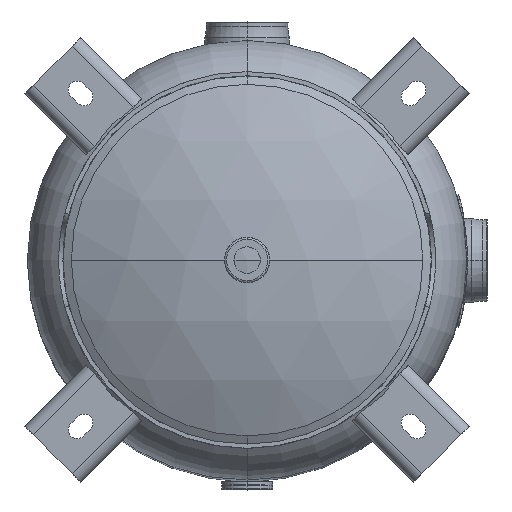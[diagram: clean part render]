
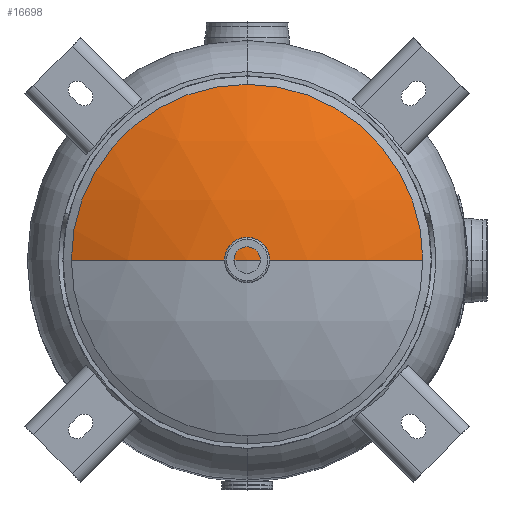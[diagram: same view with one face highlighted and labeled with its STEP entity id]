
A CAD part, top view. The second image highlights one B-rep face of the part: STEP entity #16698.
In plain terms, the highlighted spherical face has radius 320.04 mm.
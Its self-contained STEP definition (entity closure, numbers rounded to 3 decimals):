
#319 = AXIS2_PLACEMENT_3D ( 'NONE', #9986, #16060, #19793 ) ;
#1263 = AXIS2_PLACEMENT_3D ( 'NONE', #15863, #11011, #8278 ) ;
#2122 = EDGE_CURVE ( 'NONE', #14054, #4581, #2219, .T. ) ;
#2219 = CIRCLE ( 'NONE', #1263, 320.04 ) ;
#2281 = EDGE_CURVE ( 'NONE', #9971, #4581, #9020, .T. ) ;
#2472 = DIRECTION ( 'NONE',  ( 0., -1., 0. ) ) ;
#2788 = ORIENTED_EDGE ( 'NONE', *, *, #15514, .F. ) ;
#3550 = SPHERICAL_SURFACE ( 'NONE', #9071, 320.04 ) ;
#4581 = VERTEX_POINT ( 'NONE', #6202 ) ;
#5345 = DIRECTION ( 'NONE',  ( 0., 1., 0. ) ) ;
#6014 = CIRCLE ( 'NONE', #11150, 320.04 ) ;
#6202 = CARTESIAN_POINT ( 'NONE',  ( 142.24, 0., 385.754 ) ) ;
#6480 = CARTESIAN_POINT ( 'NONE',  ( 0., 0., 419.1 ) ) ;
#6710 = ORIENTED_EDGE ( 'NONE', *, *, #2122, .T. ) ;
#6877 = DIRECTION ( 'NONE',  ( 0., -1., 0. ) ) ;
#7293 = ORIENTED_EDGE ( 'NONE', *, *, #2281, .F. ) ;
#8278 = DIRECTION ( 'NONE',  ( 0., 0., 1. ) ) ;
#8394 = AXIS2_PLACEMENT_3D ( 'NONE', #14658, #17557, #5345 ) ;
#8576 = DIRECTION ( 'NONE',  ( 1., 0., 0. ) ) ;
#9020 = CIRCLE ( 'NONE', #319, 142.24 ) ;
#9071 = AXIS2_PLACEMENT_3D ( 'NONE', #14473, #6877, #8576 ) ;
#9278 = CARTESIAN_POINT ( 'NONE',  ( -142.24, 0., 385.754 ) ) ;
#9971 = VERTEX_POINT ( 'NONE', #13885 ) ;
#9986 = CARTESIAN_POINT ( 'NONE',  ( 0., 0., 385.754 ) ) ;
#11011 = DIRECTION ( 'NONE',  ( 0., 1., 0. ) ) ;
#11150 = AXIS2_PLACEMENT_3D ( 'NONE', #14920, #2472, #13525 ) ;
#11332 = ORIENTED_EDGE ( 'NONE', *, *, #16249, .F. ) ;
#11589 = CIRCLE ( 'NONE', #8394, 142.24 ) ;
#11926 = VERTEX_POINT ( 'NONE', #9278 ) ;
#13525 = DIRECTION ( 'NONE',  ( 1., 0., 0. ) ) ;
#13885 = CARTESIAN_POINT ( 'NONE',  ( 0., 142.24, 385.754 ) ) ;
#14054 = VERTEX_POINT ( 'NONE', #6480 ) ;
#14473 = CARTESIAN_POINT ( 'NONE',  ( 0., 0., 99.06 ) ) ;
#14658 = CARTESIAN_POINT ( 'NONE',  ( 0., 0., 385.754 ) ) ;
#14920 = CARTESIAN_POINT ( 'NONE',  ( 0., 0., 99.06 ) ) ;
#15514 = EDGE_CURVE ( 'NONE', #14054, #11926, #6014, .T. ) ;
#15863 = CARTESIAN_POINT ( 'NONE',  ( 0., 0., 99.06 ) ) ;
#16060 = DIRECTION ( 'NONE',  ( 0., 0., -1. ) ) ;
#16249 = EDGE_CURVE ( 'NONE', #11926, #9971, #11589, .T. ) ;
#16698 = ADVANCED_FACE ( 'NONE', ( #19325 ), #3550, .T. ) ;
#17052 = EDGE_LOOP ( 'NONE', ( #2788, #6710, #7293, #11332 ) ) ;
#17557 = DIRECTION ( 'NONE',  ( 0., 0., -1. ) ) ;
#19325 = FACE_OUTER_BOUND ( 'NONE', #17052, .T. ) ;
#19793 = DIRECTION ( 'NONE',  ( 0., 1., 0. ) ) ;
